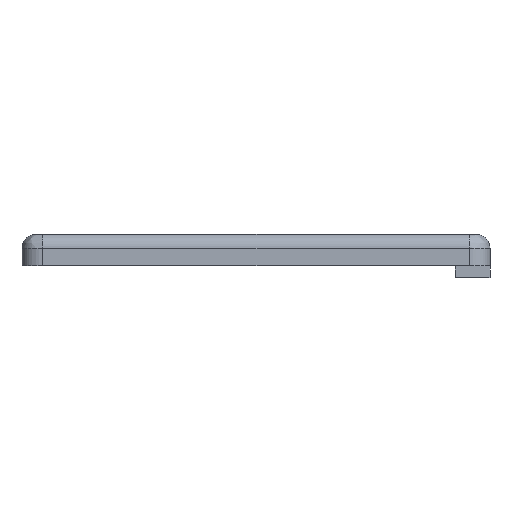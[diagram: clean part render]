
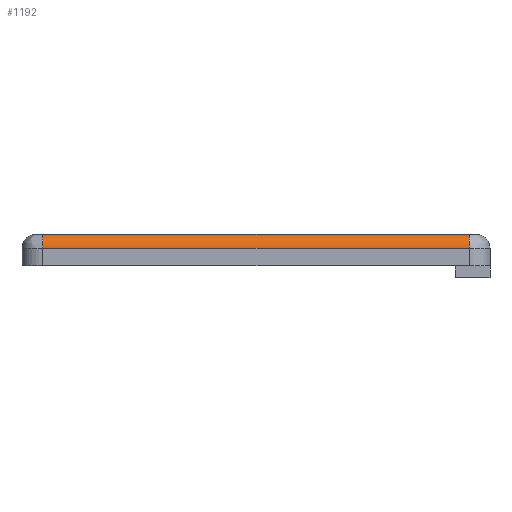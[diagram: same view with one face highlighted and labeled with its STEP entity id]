
A CAD part, left-side view. The second image highlights one B-rep face of the part: STEP entity #1192.
In plain terms, the highlighted cylindrical face has radius 2 mm (diameter 4 mm), a partial arc.
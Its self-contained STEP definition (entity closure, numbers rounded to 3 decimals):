
#76=LINE('',#1726,#221);
#77=LINE('',#1727,#222);
#221=VECTOR('',#1383,10.);
#222=VECTOR('',#1384,10.);
#365=CYLINDRICAL_SURFACE('',#1276,2.);
#380=FACE_OUTER_BOUND('',#444,.T.);
#444=EDGE_LOOP('',(#847,#848,#849,#850));
#522=CIRCLE('',#1273,2.);
#525=CIRCLE('',#1277,2.);
#553=VERTEX_POINT('',#1717);
#554=VERTEX_POINT('',#1718);
#555=VERTEX_POINT('',#1723);
#556=VERTEX_POINT('',#1724);
#667=EDGE_CURVE('',#553,#554,#522,.T.);
#670=EDGE_CURVE('',#555,#556,#525,.T.);
#671=EDGE_CURVE('',#556,#554,#76,.T.);
#672=EDGE_CURVE('',#553,#555,#77,.T.);
#847=ORIENTED_EDGE('',*,*,#670,.T.);
#848=ORIENTED_EDGE('',*,*,#671,.T.);
#849=ORIENTED_EDGE('',*,*,#667,.F.);
#850=ORIENTED_EDGE('',*,*,#672,.T.);
#1192=ADVANCED_FACE('',(#380),#365,.T.);
#1273=AXIS2_PLACEMENT_3D('',#1719,#1373,#1374);
#1276=AXIS2_PLACEMENT_3D('',#1722,#1379,#1380);
#1277=AXIS2_PLACEMENT_3D('',#1725,#1381,#1382);
#1373=DIRECTION('center_axis',(0.,-1.,0.));
#1374=DIRECTION('ref_axis',(0.,0.,1.));
#1379=DIRECTION('center_axis',(0.,1.,0.));
#1380=DIRECTION('ref_axis',(-0.707,0.,0.707));
#1381=DIRECTION('center_axis',(0.,-1.,0.));
#1382=DIRECTION('ref_axis',(0.,0.,1.));
#1383=DIRECTION('',(0.,-1.,0.));
#1384=DIRECTION('',(0.,1.,0.));
#1717=CARTESIAN_POINT('',(2.,3.,0.));
#1718=CARTESIAN_POINT('',(0.,3.,-2.));
#1719=CARTESIAN_POINT('Origin',(2.,3.,-2.));
#1722=CARTESIAN_POINT('Origin',(2.,16.81,-2.));
#1723=CARTESIAN_POINT('',(2.,64.24,0.));
#1724=CARTESIAN_POINT('',(0.,64.24,-2.));
#1725=CARTESIAN_POINT('Origin',(2.,64.24,-2.));
#1726=CARTESIAN_POINT('',(0.,16.81,-2.));
#1727=CARTESIAN_POINT('',(2.,16.81,0.));
